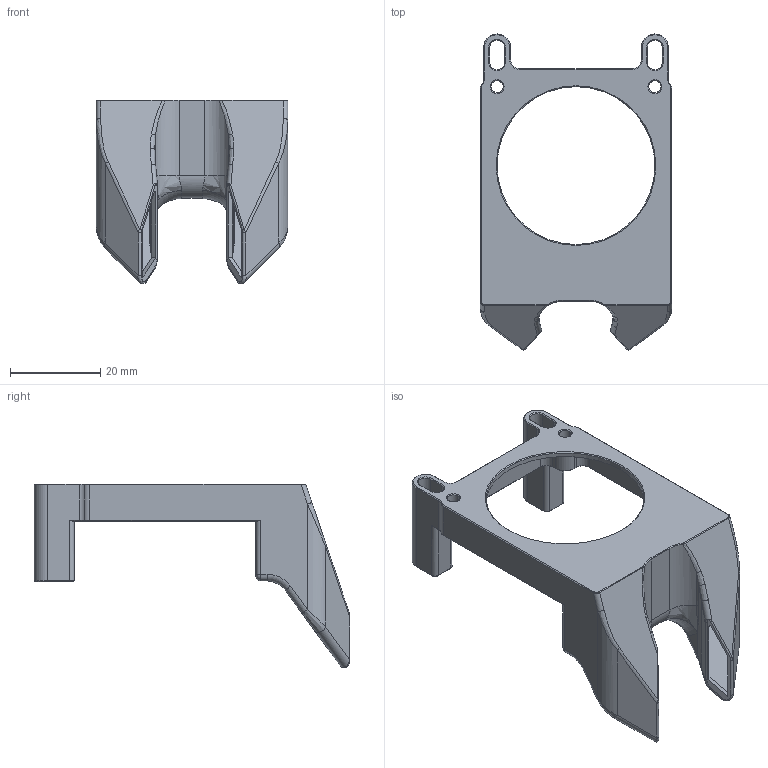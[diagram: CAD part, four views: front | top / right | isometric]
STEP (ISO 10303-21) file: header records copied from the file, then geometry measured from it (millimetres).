
FILE_DESCRIPTION (( 'STEP AP203' ), '1' );
FILE_NAME ('4020·çµÀ.STEP', '2025-01-04T06:12:12', ( 'Leo' ), ( '' ), 'SwSTEP 2.0', 'SolidWorks 2022', '' );
FILE_SCHEMA (( 'CONFIG_CONTROL_DESIGN' ));
Length unit declared in the file: millimetre
Products named in the file (1): 4020风道
Bounding box: 42.5 x 70.03 x 40.78 mm (x, y, z)
Volume: 8309.5 mm3; surface area: 12689.5 mm2
Topology: 1 solids, 1 shells, 292 faces, 724 edges, 426 vertices
Faces by surface type: plane 112, cylinder 85, cone 49, bspline 37, torus 9
Entity records: 9686 total; most frequent: CARTESIAN_POINT 2998, ORIENTED_EDGE 1438, DIRECTION 1336, EDGE_CURVE 719, AXIS2_PLACEMENT_3D 469, VERTEX_POINT 426, VECTOR 398, LINE 398
